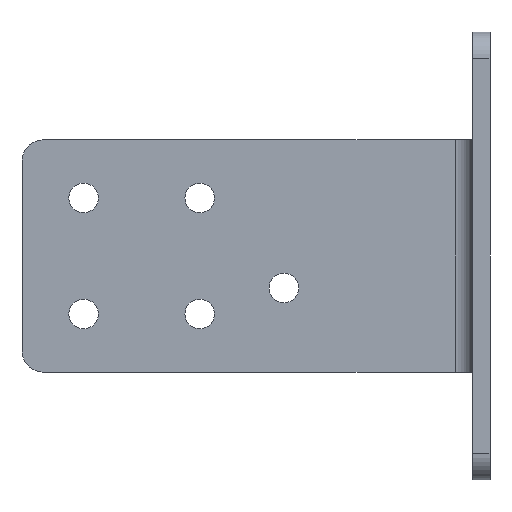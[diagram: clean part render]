
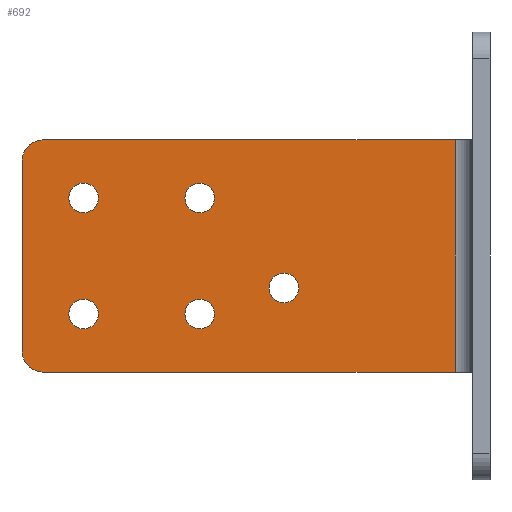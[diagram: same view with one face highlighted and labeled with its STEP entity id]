
A CAD part, left-side view. The second image highlights one B-rep face of the part: STEP entity #692.
In plain terms, the highlighted planar face has unit normal (-1, 0, 0).
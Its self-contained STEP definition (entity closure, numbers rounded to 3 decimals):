
#23=FACE_BOUND('',#105,.T.);
#24=FACE_BOUND('',#106,.T.);
#25=FACE_BOUND('',#107,.T.);
#26=FACE_BOUND('',#108,.T.);
#27=FACE_BOUND('',#109,.T.);
#38=PLANE('',#765);
#61=FACE_OUTER_BOUND('',#104,.T.);
#104=EDGE_LOOP('',(#533,#534,#535,#536,#537,#538));
#105=EDGE_LOOP('',(#539,#540));
#106=EDGE_LOOP('',(#541,#542));
#107=EDGE_LOOP('',(#543,#544));
#108=EDGE_LOOP('',(#545,#546));
#109=EDGE_LOOP('',(#547,#548));
#173=LINE('',#1128,#234);
#176=LINE('',#1134,#237);
#177=LINE('',#1136,#238);
#178=LINE('',#1138,#239);
#234=VECTOR('',#899,10.);
#237=VECTOR('',#904,10.);
#238=VECTOR('',#905,10.);
#239=VECTOR('',#906,10.);
#279=CIRCLE('',#762,3.7);
#281=CIRCLE('',#766,3.7);
#282=CIRCLE('',#767,2.55);
#283=CIRCLE('',#768,2.55);
#284=CIRCLE('',#769,2.55);
#285=CIRCLE('',#770,2.55);
#286=CIRCLE('',#771,2.55);
#287=CIRCLE('',#772,2.55);
#288=CIRCLE('',#773,2.55);
#289=CIRCLE('',#774,2.55);
#290=CIRCLE('',#775,2.55);
#291=CIRCLE('',#776,2.55);
#342=VERTEX_POINT('',#1118);
#343=VERTEX_POINT('',#1119);
#346=VERTEX_POINT('',#1127);
#348=VERTEX_POINT('',#1133);
#349=VERTEX_POINT('',#1135);
#350=VERTEX_POINT('',#1137);
#351=VERTEX_POINT('',#1140);
#352=VERTEX_POINT('',#1141);
#353=VERTEX_POINT('',#1144);
#354=VERTEX_POINT('',#1145);
#355=VERTEX_POINT('',#1148);
#356=VERTEX_POINT('',#1149);
#357=VERTEX_POINT('',#1152);
#358=VERTEX_POINT('',#1153);
#359=VERTEX_POINT('',#1156);
#360=VERTEX_POINT('',#1157);
#415=EDGE_CURVE('',#342,#343,#279,.T.);
#419=EDGE_CURVE('',#343,#346,#173,.T.);
#422=EDGE_CURVE('',#348,#342,#176,.T.);
#423=EDGE_CURVE('',#348,#349,#177,.T.);
#424=EDGE_CURVE('',#350,#349,#178,.T.);
#425=EDGE_CURVE('',#346,#350,#281,.T.);
#426=EDGE_CURVE('',#351,#352,#282,.T.);
#427=EDGE_CURVE('',#352,#351,#283,.T.);
#428=EDGE_CURVE('',#353,#354,#284,.T.);
#429=EDGE_CURVE('',#354,#353,#285,.T.);
#430=EDGE_CURVE('',#355,#356,#286,.T.);
#431=EDGE_CURVE('',#356,#355,#287,.T.);
#432=EDGE_CURVE('',#357,#358,#288,.T.);
#433=EDGE_CURVE('',#358,#357,#289,.T.);
#434=EDGE_CURVE('',#359,#360,#290,.T.);
#435=EDGE_CURVE('',#360,#359,#291,.T.);
#533=ORIENTED_EDGE('',*,*,#415,.F.);
#534=ORIENTED_EDGE('',*,*,#422,.F.);
#535=ORIENTED_EDGE('',*,*,#423,.T.);
#536=ORIENTED_EDGE('',*,*,#424,.F.);
#537=ORIENTED_EDGE('',*,*,#425,.F.);
#538=ORIENTED_EDGE('',*,*,#419,.F.);
#539=ORIENTED_EDGE('',*,*,#426,.T.);
#540=ORIENTED_EDGE('',*,*,#427,.T.);
#541=ORIENTED_EDGE('',*,*,#428,.T.);
#542=ORIENTED_EDGE('',*,*,#429,.T.);
#543=ORIENTED_EDGE('',*,*,#430,.T.);
#544=ORIENTED_EDGE('',*,*,#431,.T.);
#545=ORIENTED_EDGE('',*,*,#432,.T.);
#546=ORIENTED_EDGE('',*,*,#433,.T.);
#547=ORIENTED_EDGE('',*,*,#434,.T.);
#548=ORIENTED_EDGE('',*,*,#435,.T.);
#692=ADVANCED_FACE('',(#61,#23,#24,#25,#26,#27),#38,.T.);
#762=AXIS2_PLACEMENT_3D('',#1120,#891,#892);
#765=AXIS2_PLACEMENT_3D('',#1132,#902,#903);
#766=AXIS2_PLACEMENT_3D('',#1139,#907,#908);
#767=AXIS2_PLACEMENT_3D('',#1142,#909,#910);
#768=AXIS2_PLACEMENT_3D('',#1143,#911,#912);
#769=AXIS2_PLACEMENT_3D('',#1146,#913,#914);
#770=AXIS2_PLACEMENT_3D('',#1147,#915,#916);
#771=AXIS2_PLACEMENT_3D('',#1150,#917,#918);
#772=AXIS2_PLACEMENT_3D('',#1151,#919,#920);
#773=AXIS2_PLACEMENT_3D('',#1154,#921,#922);
#774=AXIS2_PLACEMENT_3D('',#1155,#923,#924);
#775=AXIS2_PLACEMENT_3D('',#1158,#925,#926);
#776=AXIS2_PLACEMENT_3D('',#1159,#927,#928);
#891=DIRECTION('center_axis',(1.,0.,0.));
#892=DIRECTION('ref_axis',(0.,0.707,-0.707));
#899=DIRECTION('',(0.,0.,1.));
#902=DIRECTION('center_axis',(-1.,0.,0.));
#903=DIRECTION('ref_axis',(0.,0.,1.));
#904=DIRECTION('',(0.,1.,0.));
#905=DIRECTION('',(0.,0.,1.));
#906=DIRECTION('',(0.,-1.,0.));
#907=DIRECTION('center_axis',(1.,0.,0.));
#908=DIRECTION('ref_axis',(0.,0.707,0.707));
#909=DIRECTION('center_axis',(1.,0.,0.));
#910=DIRECTION('ref_axis',(0.,0.,1.));
#911=DIRECTION('center_axis',(1.,0.,0.));
#912=DIRECTION('ref_axis',(0.,0.,1.));
#913=DIRECTION('center_axis',(1.,0.,0.));
#914=DIRECTION('ref_axis',(0.,0.,1.));
#915=DIRECTION('center_axis',(1.,0.,0.));
#916=DIRECTION('ref_axis',(0.,0.,1.));
#917=DIRECTION('center_axis',(1.,0.,0.));
#918=DIRECTION('ref_axis',(0.,0.,1.));
#919=DIRECTION('center_axis',(1.,0.,0.));
#920=DIRECTION('ref_axis',(0.,0.,1.));
#921=DIRECTION('center_axis',(1.,0.,0.));
#922=DIRECTION('ref_axis',(0.,0.,1.));
#923=DIRECTION('center_axis',(1.,0.,0.));
#924=DIRECTION('ref_axis',(0.,0.,1.));
#925=DIRECTION('center_axis',(1.,0.,0.));
#926=DIRECTION('ref_axis',(0.,0.,1.));
#927=DIRECTION('center_axis',(1.,0.,0.));
#928=DIRECTION('ref_axis',(0.,0.,1.));
#1118=CARTESIAN_POINT('',(-0.393,76.907,-20.));
#1119=CARTESIAN_POINT('',(-0.393,80.607,-16.3));
#1120=CARTESIAN_POINT('Origin',(-0.393,76.907,-16.3));
#1127=CARTESIAN_POINT('',(-0.393,80.607,16.3));
#1128=CARTESIAN_POINT('',(-0.393,80.607,-20.));
#1132=CARTESIAN_POINT('Origin',(-0.393,22.165,0.));
#1133=CARTESIAN_POINT('',(-0.393,6.,-20.));
#1134=CARTESIAN_POINT('',(-0.393,2.607,-20.));
#1135=CARTESIAN_POINT('',(-0.393,6.,20.));
#1136=CARTESIAN_POINT('',(-0.393,6.,10.));
#1137=CARTESIAN_POINT('',(-0.393,76.907,20.));
#1138=CARTESIAN_POINT('',(-0.393,80.607,20.));
#1139=CARTESIAN_POINT('Origin',(-0.393,76.907,16.3));
#1140=CARTESIAN_POINT('',(-0.393,50.,-7.45));
#1141=CARTESIAN_POINT('',(-0.393,50.,-12.55));
#1142=CARTESIAN_POINT('Origin',(-0.393,50.,-10.));
#1143=CARTESIAN_POINT('Origin',(-0.393,50.,-10.));
#1144=CARTESIAN_POINT('',(-0.393,70.,12.55));
#1145=CARTESIAN_POINT('',(-0.393,70.,7.45));
#1146=CARTESIAN_POINT('Origin',(-0.393,70.,10.));
#1147=CARTESIAN_POINT('Origin',(-0.393,70.,10.));
#1148=CARTESIAN_POINT('',(-0.393,70.,-7.45));
#1149=CARTESIAN_POINT('',(-0.393,70.,-12.55));
#1150=CARTESIAN_POINT('Origin',(-0.393,70.,-10.));
#1151=CARTESIAN_POINT('Origin',(-0.393,70.,-10.));
#1152=CARTESIAN_POINT('',(-0.393,50.,12.55));
#1153=CARTESIAN_POINT('',(-0.393,50.,7.45));
#1154=CARTESIAN_POINT('Origin',(-0.393,50.,10.));
#1155=CARTESIAN_POINT('Origin',(-0.393,50.,10.));
#1156=CARTESIAN_POINT('',(-0.393,35.5,-2.95));
#1157=CARTESIAN_POINT('',(-0.393,35.5,-8.05));
#1158=CARTESIAN_POINT('Origin',(-0.393,35.5,-5.5));
#1159=CARTESIAN_POINT('Origin',(-0.393,35.5,-5.5));
